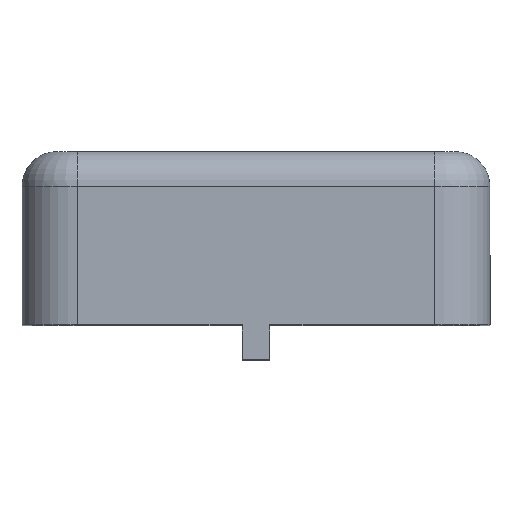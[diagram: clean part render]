
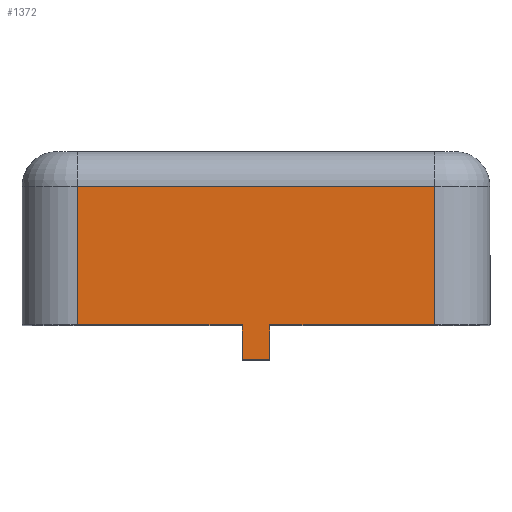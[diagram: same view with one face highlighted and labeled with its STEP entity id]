
A CAD part, top view. The second image highlights one B-rep face of the part: STEP entity #1372.
In plain terms, the highlighted planar face has unit normal (0, 0, 1).
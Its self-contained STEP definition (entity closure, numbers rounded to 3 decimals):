
#1 = ORIENTED_EDGE ( 'NONE', *, *, #387, .T. ) ;
#30 = CARTESIAN_POINT ( 'NONE',  ( 5.15, -1., 6.75 ) ) ;
#60 = CARTESIAN_POINT ( 'NONE',  ( -5.15, 0., 6.75 ) ) ;
#135 = VECTOR ( 'NONE', #469, 1000. ) ;
#257 = VERTEX_POINT ( 'NONE', #2325 ) ;
#271 = ORIENTED_EDGE ( 'NONE', *, *, #445, .F. ) ;
#276 = CARTESIAN_POINT ( 'NONE',  ( -5.15, -5., 6.75 ) ) ;
#292 = LINE ( 'NONE', #1065, #2501 ) ;
#323 = ORIENTED_EDGE ( 'NONE', *, *, #1740, .T. ) ;
#329 = DIRECTION ( 'NONE',  ( 0., 0., 1. ) ) ;
#345 = CARTESIAN_POINT ( 'NONE',  ( -5.15, -1., 6.75 ) ) ;
#346 = CARTESIAN_POINT ( 'NONE',  ( -0.4, -6., 6.75 ) ) ;
#387 = EDGE_CURVE ( 'NONE', #257, #557, #2260, .T. ) ;
#445 = EDGE_CURVE ( 'NONE', #2364, #2108, #1273, .T. ) ;
#446 = ORIENTED_EDGE ( 'NONE', *, *, #2146, .T. ) ;
#469 = DIRECTION ( 'NONE',  ( 1., 0., 0. ) ) ;
#489 = ORIENTED_EDGE ( 'NONE', *, *, #2530, .F. ) ;
#522 = AXIS2_PLACEMENT_3D ( 'NONE', #1177, #329, #1159 ) ;
#536 = VECTOR ( 'NONE', #1090, 1000. ) ;
#557 = VERTEX_POINT ( 'NONE', #1466 ) ;
#737 = VECTOR ( 'NONE', #960, 1000. ) ;
#774 = EDGE_CURVE ( 'NONE', #2603, #1101, #2166, .T. ) ;
#779 = ORIENTED_EDGE ( 'NONE', *, *, #2553, .F. ) ;
#786 = FACE_OUTER_BOUND ( 'NONE', #2168, .T. ) ;
#813 = CARTESIAN_POINT ( 'NONE',  ( -5.15, -5., 6.75 ) ) ;
#912 = ORIENTED_EDGE ( 'NONE', *, *, #774, .F. ) ;
#922 = DIRECTION ( 'NONE',  ( 0., -1., 0. ) ) ;
#960 = DIRECTION ( 'NONE',  ( 0., 1., 0. ) ) ;
#971 = DIRECTION ( 'NONE',  ( 1., 0., 0. ) ) ;
#972 = PLANE ( 'NONE',  #522 ) ;
#1026 = VERTEX_POINT ( 'NONE', #813 ) ;
#1065 = CARTESIAN_POINT ( 'NONE',  ( 5.15, 0., 6.75 ) ) ;
#1090 = DIRECTION ( 'NONE',  ( 1., 0., 0. ) ) ;
#1101 = VERTEX_POINT ( 'NONE', #30 ) ;
#1159 = DIRECTION ( 'NONE',  ( 0., -1., 0. ) ) ;
#1177 = CARTESIAN_POINT ( 'NONE',  ( -5.15, 0., 6.75 ) ) ;
#1208 = CARTESIAN_POINT ( 'NONE',  ( -0.4, -6., 6.75 ) ) ;
#1232 = LINE ( 'NONE', #2132, #536 ) ;
#1273 = LINE ( 'NONE', #346, #737 ) ;
#1290 = LINE ( 'NONE', #276, #135 ) ;
#1372 = ADVANCED_FACE ( 'NONE', ( #786 ), #972, .T. ) ;
#1466 = CARTESIAN_POINT ( 'NONE',  ( 0.4, -5., 6.75 ) ) ;
#1478 = CARTESIAN_POINT ( 'NONE',  ( -5.15, -1., 6.75 ) ) ;
#1496 = ORIENTED_EDGE ( 'NONE', *, *, #2020, .T. ) ;
#1632 = VECTOR ( 'NONE', #971, 1000. ) ;
#1712 = CARTESIAN_POINT ( 'NONE',  ( -0.4, -5., 6.75 ) ) ;
#1740 = EDGE_CURVE ( 'NONE', #557, #1791, #1232, .T. ) ;
#1774 = VECTOR ( 'NONE', #922, 1000. ) ;
#1791 = VERTEX_POINT ( 'NONE', #2546 ) ;
#1967 = CARTESIAN_POINT ( 'NONE',  ( 0.4, -6., 6.75 ) ) ;
#1979 = DIRECTION ( 'NONE',  ( 0., 1., 0. ) ) ;
#2020 = EDGE_CURVE ( 'NONE', #1026, #2108, #1290, .T. ) ;
#2095 = VECTOR ( 'NONE', #2655, 1000. ) ;
#2108 = VERTEX_POINT ( 'NONE', #1712 ) ;
#2132 = CARTESIAN_POINT ( 'NONE',  ( -5.15, -5., 6.75 ) ) ;
#2146 = EDGE_CURVE ( 'NONE', #2603, #1026, #2503, .T. ) ;
#2166 = LINE ( 'NONE', #345, #1632 ) ;
#2168 = EDGE_LOOP ( 'NONE', ( #1496, #271, #489, #1, #323, #779, #912, #446 ) ) ;
#2260 = LINE ( 'NONE', #1967, #2292 ) ;
#2283 = DIRECTION ( 'NONE',  ( 0., -1., 0. ) ) ;
#2292 = VECTOR ( 'NONE', #1979, 1000. ) ;
#2325 = CARTESIAN_POINT ( 'NONE',  ( 0.4, -6., 6.75 ) ) ;
#2364 = VERTEX_POINT ( 'NONE', #2617 ) ;
#2395 = LINE ( 'NONE', #1208, #2095 ) ;
#2501 = VECTOR ( 'NONE', #2283, 1000. ) ;
#2503 = LINE ( 'NONE', #60, #1774 ) ;
#2530 = EDGE_CURVE ( 'NONE', #257, #2364, #2395, .T. ) ;
#2546 = CARTESIAN_POINT ( 'NONE',  ( 5.15, -5., 6.75 ) ) ;
#2553 = EDGE_CURVE ( 'NONE', #1101, #1791, #292, .T. ) ;
#2603 = VERTEX_POINT ( 'NONE', #1478 ) ;
#2617 = CARTESIAN_POINT ( 'NONE',  ( -0.4, -6., 6.75 ) ) ;
#2655 = DIRECTION ( 'NONE',  ( -1., 0., 0. ) ) ;
